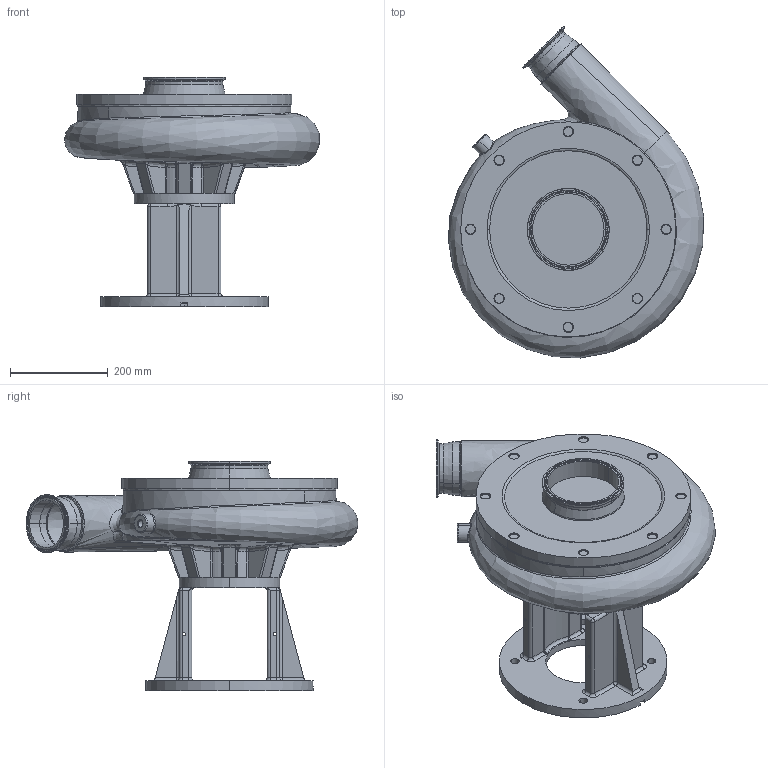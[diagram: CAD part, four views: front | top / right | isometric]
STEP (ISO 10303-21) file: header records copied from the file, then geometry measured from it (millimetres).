
FILE_DESCRIPTION (( 'STEP AP214' ), '1' );
FILE_NAME ('FPR 4001 320-405TC 45L.STEP', '2023-01-16T15:13:30', ( '' ), ( '' ), 'SwSTEP 2.0', 'SolidWorks 2021', '' );
FILE_SCHEMA (( 'AUTOMOTIVE_DESIGN' ));
Length unit declared in the file: millimetre
Products named in the file (1): FPR 4001 320-405TC 45L
Bounding box: 521.78 x 678.96 x 469.75 mm (x, y, z)
Volume: 25530295.3 mm3; surface area: 1674440.4 mm2
Topology: 1 solids, 1 shells, 502 faces, 1262 edges, 738 vertices
Faces by surface type: cylinder 183, plane 107, bspline 96, cone 54, torus 54, sphere 8
Entity records: 26881 total; most frequent: CARTESIAN_POINT 15482, ORIENTED_EDGE 2462, DIRECTION 2358, EDGE_CURVE 1231, AXIS2_PLACEMENT_3D 989, VERTEX_POINT 738, CIRCLE 582, EDGE_LOOP 543
